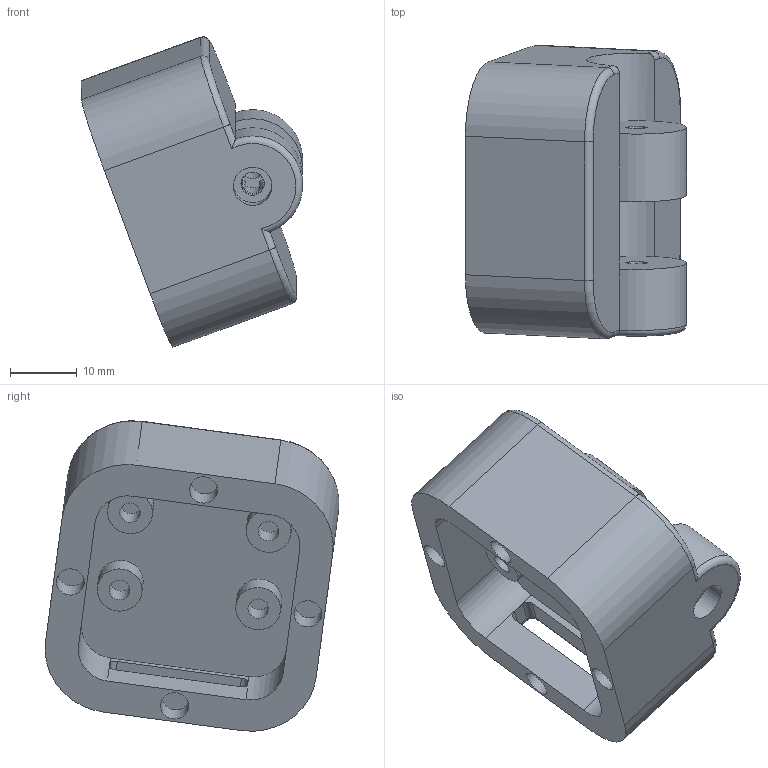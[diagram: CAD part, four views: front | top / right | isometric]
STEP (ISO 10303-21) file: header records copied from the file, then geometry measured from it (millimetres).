
FILE_DESCRIPTION(/* description */ ('STEP AP242','CAx-IF Rec.Pracs.---Representation and Presentation of Product Manufacturing Information (PMI)---4.0---2014-10-13','CAx-IF Rec.Pracs.---3D Tessellated Geometry---0.4---2014-09-14','2;1'),/* implementation_level */ '2;1');
FILE_NAME(/* name */ '687162fe8a143a5e0a53dbff',/* time_stamp */ '2025-07-11T19:16:14Z',/* author */ (''),/* organization */ (''),/* preprocessor_version */ 'ST-DEVELOPER v20',/* originating_system */ 'ONSHAPE BY PTC INC, 1.200',/* authorisation */ ' ');
FILE_SCHEMA (('AP242_MANAGED_MODEL_BASED_3D_ENGINEERING_MIM_LF { 1 0 10303 442 1 1 4 }'));
Length unit declared in the file: metre
Products named in the file (1): Part 34
Bounding box: 33.22 x 44.12 x 46.64 mm (x, y, z)
Volume: 21481.7 mm3; surface area: 8902.3 mm2
Topology: 1 solids, 1 shells, 102 faces, 238 edges, 152 vertices
Faces by surface type: cylinder 55, plane 34, torus 9, bspline 4
Full cylindrical faces by diameter (mm): 3.1 x4, 3.5 x1, 4.2 x4, 5.78 x1, 6.75 x4
Entity records: 2928 total; most frequent: CARTESIAN_POINT 595, DIRECTION 512, ORIENTED_EDGE 438, EDGE_CURVE 219, AXIS2_PLACEMENT_3D 212, VERTEX_POINT 147, EDGE_LOOP 136, FACE_BOUND 136
